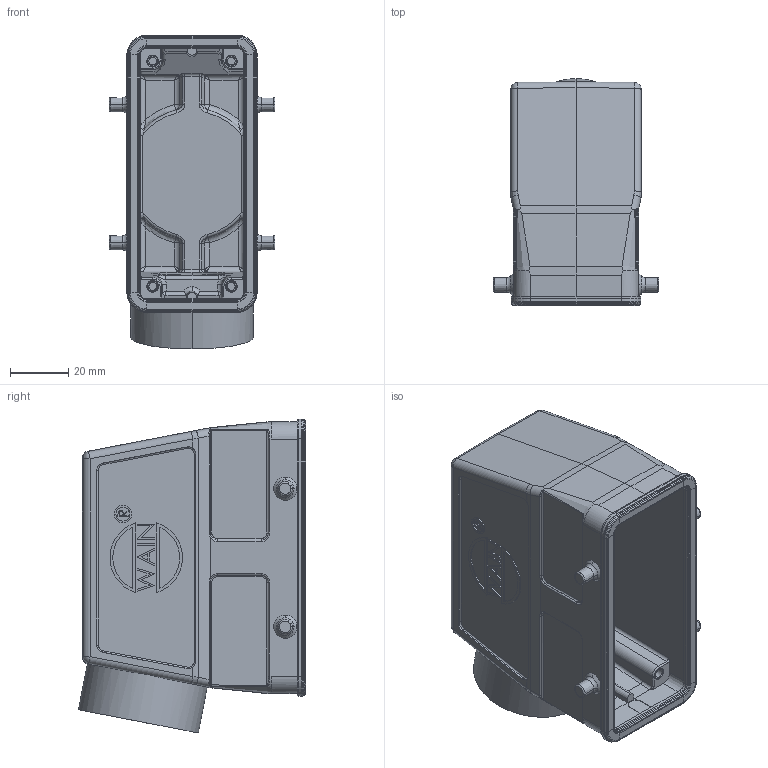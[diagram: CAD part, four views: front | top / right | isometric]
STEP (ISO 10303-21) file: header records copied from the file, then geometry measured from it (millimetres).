
FILE_DESCRIPTION (( 'STEP AP203' ), '1' );
FILE_NAME ('H16B-SEH-4B-M32.STEP', '2018-09-29T09:16:39', ( '' ), ( '' ), 'SwSTEP 2.0', 'SolidWorks 2016', '' );
FILE_SCHEMA (( 'CONFIG_CONTROL_DESIGN' ));
Length unit declared in the file: millimetre
Products named in the file (1): H16B-SEH-4B-M32
Bounding box: 57 x 78.11 x 107.94 mm (x, y, z)
Volume: 89607.4 mm3; surface area: 53787.8 mm2
Topology: 3 solids, 3 shells, 790 faces, 1901 edges, 1137 vertices
Faces by surface type: plane 281, cylinder 224, bspline 127, torus 92, cone 58, sphere 8
Entity records: 25933 total; most frequent: CARTESIAN_POINT 8505, ORIENTED_EDGE 3758, DIRECTION 3497, EDGE_CURVE 1879, AXIS2_PLACEMENT_3D 1286, VERTEX_POINT 1137, VECTOR 925, LINE 925
